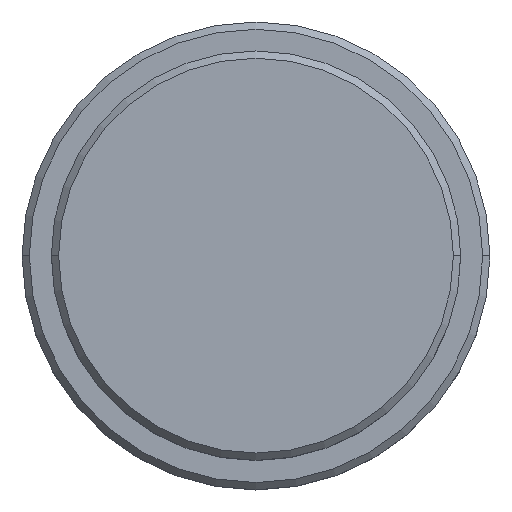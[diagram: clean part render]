
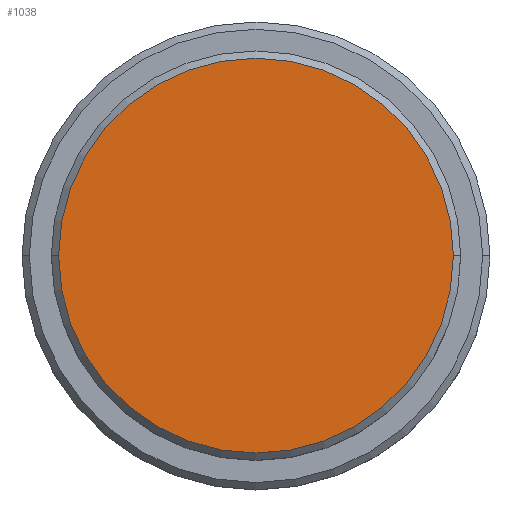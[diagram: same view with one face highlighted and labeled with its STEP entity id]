
A CAD part, top view. The second image highlights one B-rep face of the part: STEP entity #1038.
In plain terms, the highlighted planar face has unit normal (0, 0, 1).
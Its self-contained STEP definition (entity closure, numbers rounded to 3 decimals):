
#9 = DIRECTION ( 'NONE',  ( 0., 0., 1. ) ) ;
#30 = DIRECTION ( 'NONE',  ( 0., 0., 1. ) ) ;
#59 = ORIENTED_EDGE ( 'NONE', *, *, #801, .T. ) ;
#115 = CARTESIAN_POINT ( 'NONE',  ( 0., 0., 0. ) ) ;
#148 = ORIENTED_EDGE ( 'NONE', *, *, #489, .T. ) ;
#332 = AXIS2_PLACEMENT_3D ( 'NONE', #702, #1389, #386 ) ;
#386 = DIRECTION ( 'NONE',  ( 1., 0., 0. ) ) ;
#467 = EDGE_LOOP ( 'NONE', ( #59, #148 ) ) ;
#489 = EDGE_CURVE ( 'NONE', #1125, #611, #764, .T. ) ;
#611 = VERTEX_POINT ( 'NONE', #1265 ) ;
#648 = DIRECTION ( 'NONE',  ( 1., 0., 0. ) ) ;
#670 = AXIS2_PLACEMENT_3D ( 'NONE', #115, #9, #648 ) ;
#702 = CARTESIAN_POINT ( 'NONE',  ( 0., 0., 0. ) ) ;
#764 = CIRCLE ( 'NONE', #1398, 13.5 ) ;
#801 = EDGE_CURVE ( 'NONE', #611, #1125, #932, .T. ) ;
#932 = CIRCLE ( 'NONE', #670, 13.5 ) ;
#964 = PLANE ( 'NONE',  #332 ) ;
#1038 = ADVANCED_FACE ( 'NONE', ( #1371 ), #964, .T. ) ;
#1051 = CARTESIAN_POINT ( 'NONE',  ( 13.5, 0., 0. ) ) ;
#1125 = VERTEX_POINT ( 'NONE', #1051 ) ;
#1148 = CARTESIAN_POINT ( 'NONE',  ( 0., 0., 0. ) ) ;
#1159 = DIRECTION ( 'NONE',  ( 1., 0., 0. ) ) ;
#1265 = CARTESIAN_POINT ( 'NONE',  ( -13.5, 0., 0. ) ) ;
#1371 = FACE_OUTER_BOUND ( 'NONE', #467, .T. ) ;
#1389 = DIRECTION ( 'NONE',  ( 0., 0., 1. ) ) ;
#1398 = AXIS2_PLACEMENT_3D ( 'NONE', #1148, #30, #1159 ) ;
